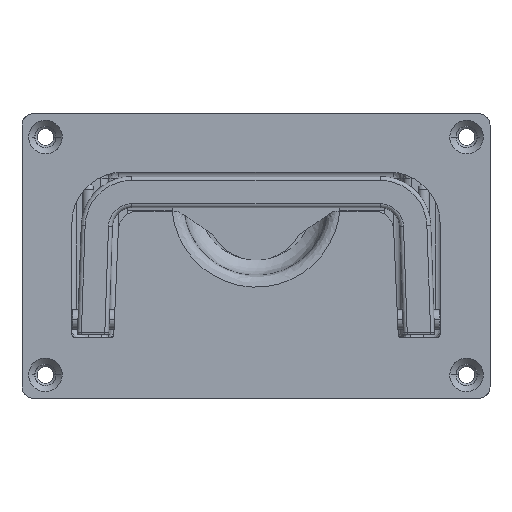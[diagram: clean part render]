
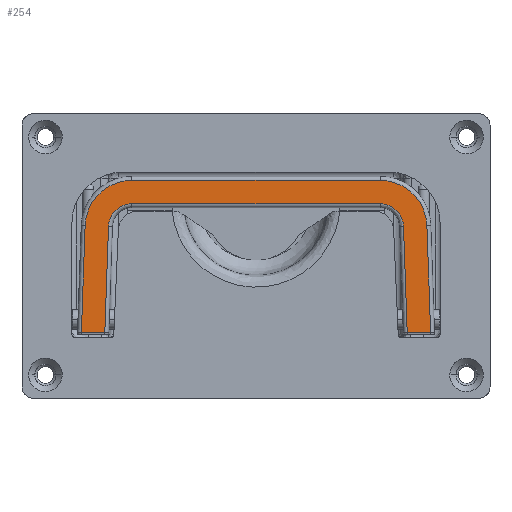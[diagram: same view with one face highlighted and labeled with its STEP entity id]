
A CAD part, top view. The second image highlights one B-rep face of the part: STEP entity #254.
In plain terms, the highlighted planar face has unit normal (0, -0.003, 1).
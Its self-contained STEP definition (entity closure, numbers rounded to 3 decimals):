
#254=ADVANCED_FACE('',(#566),#5019,.T.);
#566=FACE_OUTER_BOUND('',#904,.T.);
#904=EDGE_LOOP('',(#1970,#1971,#1972,#1973,#1974,#1975,#1976,#1977,#1978,
#1979,#1980,#1981));
#1970=ORIENTED_EDGE('',*,*,#2986,.F.);
#1971=ORIENTED_EDGE('',*,*,#3013,.F.);
#1972=ORIENTED_EDGE('',*,*,#3035,.F.);
#1973=ORIENTED_EDGE('',*,*,#2994,.F.);
#1974=ORIENTED_EDGE('',*,*,#3086,.F.);
#1975=ORIENTED_EDGE('',*,*,#3063,.F.);
#1976=ORIENTED_EDGE('',*,*,#2988,.F.);
#1977=ORIENTED_EDGE('',*,*,#2990,.F.);
#1978=ORIENTED_EDGE('',*,*,#3085,.F.);
#1979=ORIENTED_EDGE('',*,*,#3133,.F.);
#1980=ORIENTED_EDGE('',*,*,#3034,.F.);
#1981=ORIENTED_EDGE('',*,*,#2984,.F.);
#2984=EDGE_CURVE('',#4570,#4571,#4141,.T.);
#2986=EDGE_CURVE('',#4572,#4570,#4142,.T.);
#2988=EDGE_CURVE('',#4573,#4574,#4143,.T.);
#2990=EDGE_CURVE('',#4575,#4573,#4144,.T.);
#2994=EDGE_CURVE('',#4656,#4657,#4146,.T.);
#3013=EDGE_CURVE('',#4578,#4572,#4160,.T.);
#3034=EDGE_CURVE('',#4571,#4658,#3489,.T.);
#3035=EDGE_CURVE('',#4657,#4578,#3490,.T.);
#3063=EDGE_CURVE('',#4574,#4579,#4176,.T.);
#3085=EDGE_CURVE('',#4659,#4575,#3512,.T.);
#3086=EDGE_CURVE('',#4579,#4656,#3513,.T.);
#3133=EDGE_CURVE('',#4658,#4659,#4211,.T.);
#3489=TRIMMED_CURVE($,#3767,(#12516),(#12517),.T.,.CARTESIAN.);
#3490=TRIMMED_CURVE($,#3768,(#12519),(#12520),.T.,.CARTESIAN.);
#3512=TRIMMED_CURVE($,#3790,(#12661),(#12662),.T.,.CARTESIAN.);
#3513=TRIMMED_CURVE($,#3791,(#12664),(#12665),.T.,.CARTESIAN.);
#3767=CIRCLE('',#5499,12.);
#3768=CIRCLE('',#5500,6.);
#3790=CIRCLE('',#5522,12.);
#3791=CIRCLE('',#5523,6.);
#4141=B_SPLINE_CURVE_WITH_KNOTS('',1,(#12385,#12386),.UNSPECIFIED.,.F.,
 .F.,(2,2),(0.,27.436),.UNSPECIFIED.);
#4142=B_SPLINE_CURVE_WITH_KNOTS('',1,(#12390,#12391),.UNSPECIFIED.,.F.,
 .F.,(2,2),(0.,6.004),.UNSPECIFIED.);
#4143=B_SPLINE_CURVE_WITH_KNOTS('',1,(#12395,#12396),.UNSPECIFIED.,.F.,
 .F.,(2,2),(0.,6.004),.UNSPECIFIED.);
#4144=B_SPLINE_CURVE_WITH_KNOTS('',1,(#12400,#12401),.UNSPECIFIED.,.F.,
 .F.,(2,2),(0.,27.436),.UNSPECIFIED.);
#4146=B_SPLINE_CURVE_WITH_KNOTS('',1,(#12410,#12411),.UNSPECIFIED.,.F.,
 .F.,(2,2),(-63.65,0.),.UNSPECIFIED.);
#4160=B_SPLINE_CURVE_WITH_KNOTS('',1,(#12453,#12454),.UNSPECIFIED.,.F.,
 .F.,(2,2),(0.,27.226),.UNSPECIFIED.);
#4176=B_SPLINE_CURVE_WITH_KNOTS('',1,(#12595,#12596),.UNSPECIFIED.,.F.,
 .F.,(2,2),(0.,27.226),.UNSPECIFIED.);
#4211=B_SPLINE_CURVE_WITH_KNOTS('',1,(#12877,#12878),.UNSPECIFIED.,.F.,
 .F.,(2,2),(-63.65,0.),.UNSPECIFIED.);
#4570=VERTEX_POINT('',#12290);
#4571=VERTEX_POINT('',#12291);
#4572=VERTEX_POINT('',#12292);
#4573=VERTEX_POINT('',#12293);
#4574=VERTEX_POINT('',#12294);
#4575=VERTEX_POINT('',#12295);
#4578=VERTEX_POINT('',#12298);
#4579=VERTEX_POINT('',#12299);
#4656=VERTEX_POINT('',#12376);
#4657=VERTEX_POINT('',#12377);
#4658=VERTEX_POINT('',#12378);
#4659=VERTEX_POINT('',#12379);
#5019=PLANE('',#5444);
#5444=AXIS2_PLACEMENT_3D('',#11420,#6114,$);
#5499=AXIS2_PLACEMENT_3D($,#12515,#6184,#6185);
#5500=AXIS2_PLACEMENT_3D($,#12518,#6186,#6187);
#5522=AXIS2_PLACEMENT_3D($,#12660,#6230,#6231);
#5523=AXIS2_PLACEMENT_3D($,#12663,#6232,#6233);
#6114=DIRECTION('',(0.,-0.003,1.));
#6184=DIRECTION('',(0.,0.003,-1.));
#6185=DIRECTION('',(-0.999,0.035,0.));
#6186=DIRECTION('',(0.,-0.003,1.));
#6187=DIRECTION('',(0.,1.,0.003));
#6230=DIRECTION('',(0.,0.003,-1.));
#6231=DIRECTION('',(0.,1.,0.003));
#6232=DIRECTION('',(0.,-0.003,1.));
#6233=DIRECTION('',(0.999,0.035,0.));
#11420=CARTESIAN_POINT('',(108.339,6.378,1.48));
#12290=CARTESIAN_POINT('',(9.225,10.89,1.491));
#12291=CARTESIAN_POINT('',(10.183,38.308,1.563));
#12292=CARTESIAN_POINT('',(15.229,10.89,1.491));
#12293=CARTESIAN_POINT('',(98.775,10.89,1.491));
#12294=CARTESIAN_POINT('',(92.771,10.89,1.491));
#12295=CARTESIAN_POINT('',(97.817,38.308,1.563));
#12298=CARTESIAN_POINT('',(16.179,38.099,1.563));
#12299=CARTESIAN_POINT('',(91.821,38.099,1.563));
#12376=CARTESIAN_POINT('',(85.825,43.889,1.578));
#12377=CARTESIAN_POINT('',(22.175,43.889,1.578));
#12378=CARTESIAN_POINT('',(22.175,49.889,1.593));
#12379=CARTESIAN_POINT('',(85.825,49.889,1.593));
#12385=CARTESIAN_POINT('',(9.225,10.89,1.491));
#12386=CARTESIAN_POINT('',(10.183,38.308,1.563));
#12390=CARTESIAN_POINT('',(15.229,10.89,1.491));
#12391=CARTESIAN_POINT('',(9.225,10.89,1.491));
#12395=CARTESIAN_POINT('',(98.775,10.89,1.491));
#12396=CARTESIAN_POINT('',(92.771,10.89,1.491));
#12400=CARTESIAN_POINT('',(97.817,38.308,1.563));
#12401=CARTESIAN_POINT('',(98.775,10.89,1.491));
#12410=CARTESIAN_POINT('',(85.825,43.889,1.578));
#12411=CARTESIAN_POINT('',(22.175,43.889,1.578));
#12453=CARTESIAN_POINT('',(16.179,38.099,1.563));
#12454=CARTESIAN_POINT('',(15.229,10.89,1.491));
#12515=CARTESIAN_POINT('',(22.175,37.889,1.562));
#12516=CARTESIAN_POINT('',(10.183,38.308,1.563));
#12517=CARTESIAN_POINT('',(22.175,49.889,1.593));
#12518=CARTESIAN_POINT('',(22.175,37.889,1.562));
#12519=CARTESIAN_POINT('',(22.175,43.889,1.578));
#12520=CARTESIAN_POINT('',(16.179,38.099,1.563));
#12595=CARTESIAN_POINT('',(92.771,10.89,1.491));
#12596=CARTESIAN_POINT('',(91.821,38.099,1.563));
#12660=CARTESIAN_POINT('',(85.825,37.889,1.562));
#12661=CARTESIAN_POINT('',(85.825,49.889,1.593));
#12662=CARTESIAN_POINT('',(97.817,38.308,1.563));
#12663=CARTESIAN_POINT('',(85.825,37.889,1.562));
#12664=CARTESIAN_POINT('',(91.821,38.099,1.563));
#12665=CARTESIAN_POINT('',(85.825,43.889,1.578));
#12877=CARTESIAN_POINT('',(22.175,49.889,1.593));
#12878=CARTESIAN_POINT('',(85.825,49.889,1.593));
